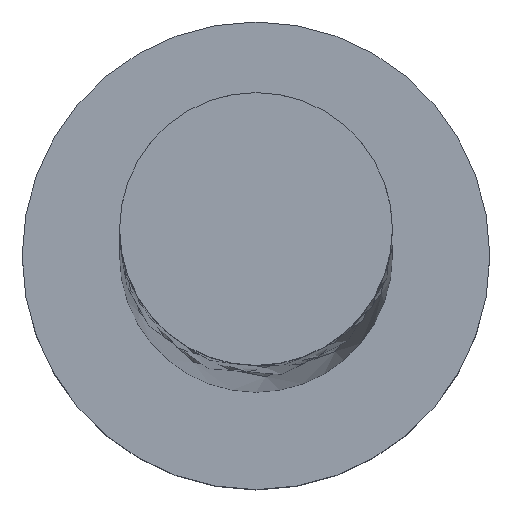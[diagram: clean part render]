
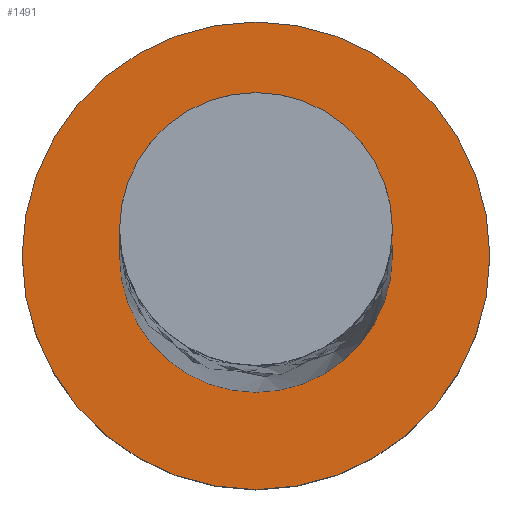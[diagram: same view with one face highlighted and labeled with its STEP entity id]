
A CAD part, top view. The second image highlights one B-rep face of the part: STEP entity #1491.
In plain terms, the highlighted planar face has unit normal (0, 0, 1).
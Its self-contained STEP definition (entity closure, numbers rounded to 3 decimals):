
#54 = AXIS2_PLACEMENT_3D ( 'NONE', #1232, #56, #1373 ) ;
#56 = DIRECTION ( 'NONE',  ( 0., 0., 1. ) ) ;
#174 = EDGE_CURVE ( 'NONE', #1175, #1677, #975, .T. ) ;
#202 = AXIS2_PLACEMENT_3D ( 'NONE', #1572, #379, #268 ) ;
#244 = CARTESIAN_POINT ( 'NONE',  ( 0., 0., 5. ) ) ;
#257 = CARTESIAN_POINT ( 'NONE',  ( 0., 0., 5. ) ) ;
#268 = DIRECTION ( 'NONE',  ( 1., 0., 0. ) ) ;
#280 = DIRECTION ( 'NONE',  ( 1., 0., 0. ) ) ;
#293 = ORIENTED_EDGE ( 'NONE', *, *, #669, .F. ) ;
#352 = CARTESIAN_POINT ( 'NONE',  ( -6., 0., 5. ) ) ;
#379 = DIRECTION ( 'NONE',  ( 0., 0., 1. ) ) ;
#523 = FACE_OUTER_BOUND ( 'NONE', #1029, .T. ) ;
#554 = ORIENTED_EDGE ( 'NONE', *, *, #1099, .F. ) ;
#579 = EDGE_LOOP ( 'NONE', ( #554, #293 ) ) ;
#593 = CARTESIAN_POINT ( 'NONE',  ( 3.5, 0., 5. ) ) ;
#622 = CIRCLE ( 'NONE', #202, 3.5 ) ;
#669 = EDGE_CURVE ( 'NONE', #765, #914, #622, .T. ) ;
#765 = VERTEX_POINT ( 'NONE', #593 ) ;
#838 = DIRECTION ( 'NONE',  ( 1., 0., 0. ) ) ;
#844 = DIRECTION ( 'NONE',  ( 1., 0., 0. ) ) ;
#883 = AXIS2_PLACEMENT_3D ( 'NONE', #1699, #1020, #280 ) ;
#914 = VERTEX_POINT ( 'NONE', #1018 ) ;
#941 = AXIS2_PLACEMENT_3D ( 'NONE', #244, #1714, #844 ) ;
#972 = CIRCLE ( 'NONE', #941, 6. ) ;
#973 = DIRECTION ( 'NONE',  ( 0., 0., 1. ) ) ;
#975 = CIRCLE ( 'NONE', #883, 6. ) ;
#1018 = CARTESIAN_POINT ( 'NONE',  ( -3.5, 0., 5. ) ) ;
#1020 = DIRECTION ( 'NONE',  ( 0., 0., 1. ) ) ;
#1029 = EDGE_LOOP ( 'NONE', ( #1412, #1796 ) ) ;
#1099 = EDGE_CURVE ( 'NONE', #914, #765, #1459, .T. ) ;
#1143 = FACE_BOUND ( 'NONE', #579, .T. ) ;
#1175 = VERTEX_POINT ( 'NONE', #352 ) ;
#1232 = CARTESIAN_POINT ( 'NONE',  ( 0., 0., 5. ) ) ;
#1373 = DIRECTION ( 'NONE',  ( 1., 0., 0. ) ) ;
#1402 = PLANE ( 'NONE',  #1831 ) ;
#1412 = ORIENTED_EDGE ( 'NONE', *, *, #174, .T. ) ;
#1459 = CIRCLE ( 'NONE', #54, 3.5 ) ;
#1491 = ADVANCED_FACE ( 'NONE', ( #1143, #523 ), #1402, .T. ) ;
#1572 = CARTESIAN_POINT ( 'NONE',  ( 0., 0., 5. ) ) ;
#1677 = VERTEX_POINT ( 'NONE', #1864 ) ;
#1684 = EDGE_CURVE ( 'NONE', #1677, #1175, #972, .T. ) ;
#1699 = CARTESIAN_POINT ( 'NONE',  ( 0., 0., 5. ) ) ;
#1714 = DIRECTION ( 'NONE',  ( 0., 0., 1. ) ) ;
#1796 = ORIENTED_EDGE ( 'NONE', *, *, #1684, .T. ) ;
#1831 = AXIS2_PLACEMENT_3D ( 'NONE', #257, #973, #838 ) ;
#1864 = CARTESIAN_POINT ( 'NONE',  ( 6., 0., 5. ) ) ;
